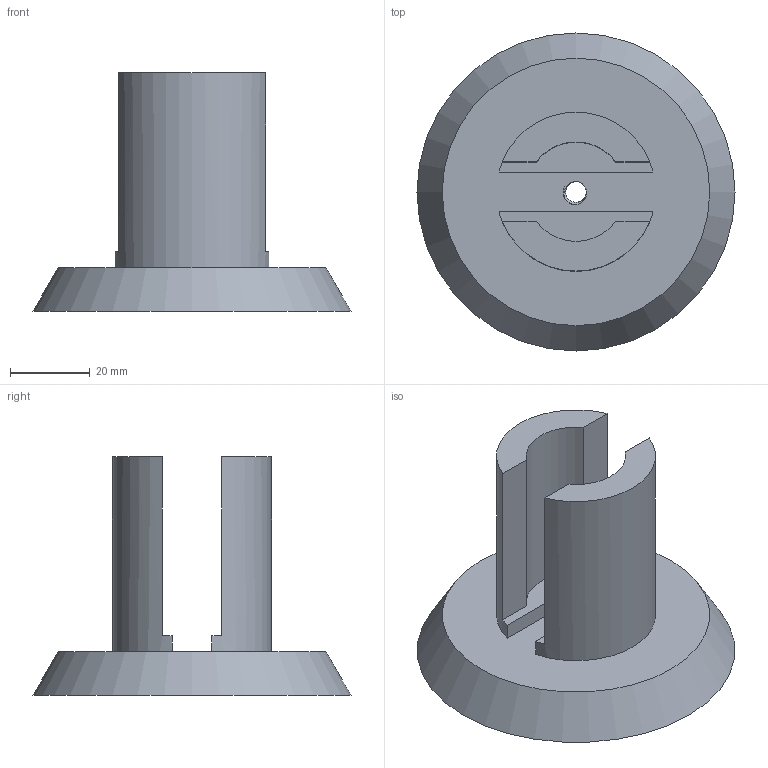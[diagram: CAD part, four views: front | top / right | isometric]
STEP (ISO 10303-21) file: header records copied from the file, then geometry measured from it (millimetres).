
FILE_DESCRIPTION(('FreeCAD Model'),'2;1');
FILE_NAME('Open CASCADE Shape Model','2025-04-05T11:47:59',(''),(''), 'Open CASCADE STEP processor 7.7','Ondsel','Unknown');
FILE_SCHEMA(('AUTOMOTIVE_DESIGN { 1 0 10303 214 1 1 1 1 }'));
Length unit declared in the file: millimetre
Products named in the file (1): Main
Bounding box: 80 x 80 x 60 mm (x, y, z)
Volume: 74042.9 mm3; surface area: 20409.5 mm2
Topology: 1 solids, 1 shells, 57 faces, 124 edges, 71 vertices
Faces by surface type: bspline 30, cylinder 14, plane 12, cone 1
Full cylindrical faces by diameter (mm): 5.2 x8
Entity records: 5438 total; most frequent: CARTESIAN_POINT 4406, ORIENTED_EDGE 248, EDGE_CURVE 124, DIRECTION 123, B_SPLINE_CURVE_WITH_KNOTS 74, VERTEX_POINT 71, FACE_BOUND 61, EDGE_LOOP 61
